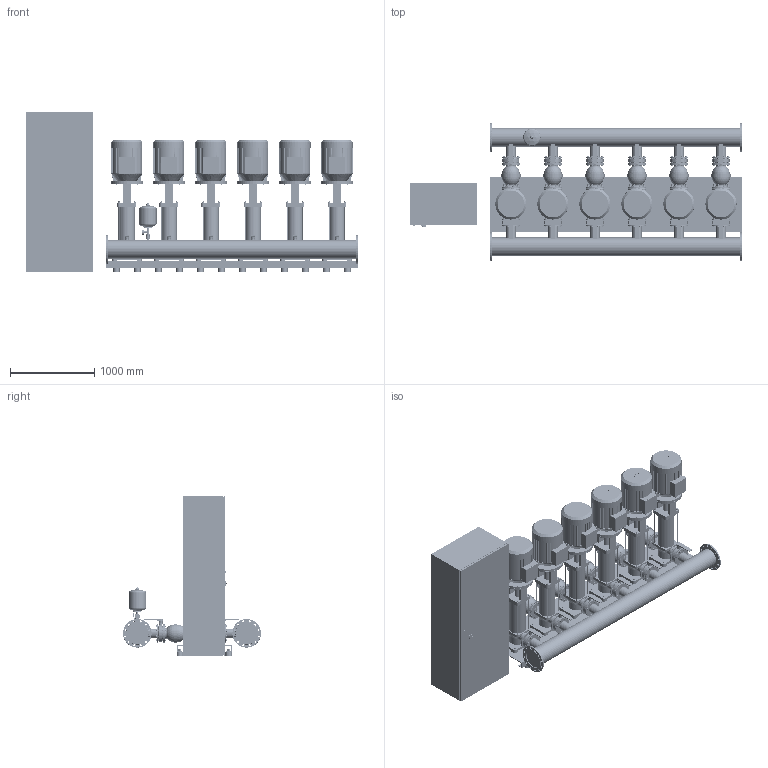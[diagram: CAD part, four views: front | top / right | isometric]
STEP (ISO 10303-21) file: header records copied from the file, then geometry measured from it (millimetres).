
FILE_DESCRIPTION((''),'2;1');
FILE_NAME('3d_CO-6MVI7004-2523240.stp','2011-08-26T14:05:46',(''),(''),'Mechanical Desktop 2009','Mechanical Desktop 2009',', , ');
FILE_SCHEMA(('CONFIG_CONTROL_DESIGN'));
Length unit declared in the file: millimetre
Products named in the file (1): Product
Bounding box: 3950 x 1639.55 x 1900 mm (x, y, z)
Volume: 1682761161.2 mm3; surface area: 42098581.3 mm2
Topology: 352 solids, 352 shells, 10262 faces, 24569 edges, 15932 vertices
Faces by surface type: plane 5164, cylinder 2858, bspline 1358, cone 628, torus 180, sphere 74
Full cylindrical faces by diameter (mm): 114.3 x12, 205 x12
Entity records: 319523 total; most frequent: CARTESIAN_POINT 76934, DIRECTION 50863, ORIENTED_EDGE 48994, EDGE_CURVE 24497, AXIS2_PLACEMENT_3D 17763, VERTEX_POINT 15914, VECTOR 15337, LINE 15337
